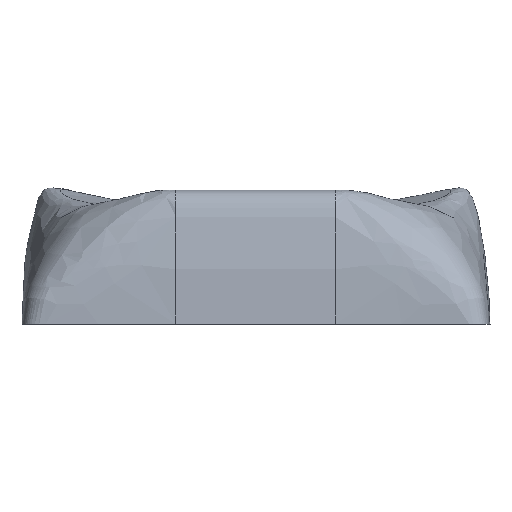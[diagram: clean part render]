
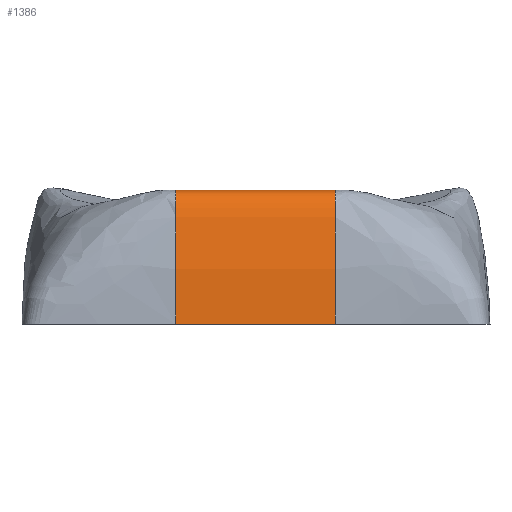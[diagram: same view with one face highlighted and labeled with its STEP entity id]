
A CAD part, front view. The second image highlights one B-rep face of the part: STEP entity #1386.
In plain terms, the highlighted free-form (B-spline) face has degree [3, 1] with [16, 2] control points.
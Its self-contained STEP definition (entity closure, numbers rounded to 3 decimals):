
#21=B_SPLINE_CURVE_WITH_KNOTS('',3,(#2789,#2790,#2791,#2792,#2793,#2794,
#2795,#2796,#2797,#2798,#2799,#2800,#2801,#2802,#2803,#2804),
 .UNSPECIFIED.,.F.,.F.,(4,2,2,2,2,2,2,4),(-1.228,-1.116,
-0.982,-0.877,-0.77,-0.599,
-0.311,0.),.UNSPECIFIED.);
#38=B_SPLINE_CURVE_WITH_KNOTS('',3,(#5944,#5945,#5946,#5947,#5948,#5949,
#5950,#5951,#5952,#5953,#5954,#5955,#5956,#5957,#5958,#5959),
 .UNSPECIFIED.,.F.,.F.,(4,2,2,2,2,2,2,4),(-1.228,-1.116,
-0.982,-0.877,-0.77,-0.599,
-0.311,0.),.UNSPECIFIED.);
#47=B_SPLINE_SURFACE_WITH_KNOTS('',3,1,((#6037,#6038),(#6039,#6040),(#6041,
#6042),(#6043,#6044),(#6045,#6046),(#6047,#6048),(#6049,#6050),(#6051,#6052),
(#6053,#6054),(#6055,#6056),(#6057,#6058),(#6059,#6060),(#6061,#6062),(#6063,
#6064),(#6065,#6066),(#6067,#6068)),.UNSPECIFIED.,.F.,.F.,.F.,(4,2,2,2,
2,2,2,4),(2,2),(-1.228,-1.116,-0.982,-0.877,
-0.77,-0.599,-0.311,0.),(0.,0.95),
 .UNSPECIFIED.);
#126=FACE_OUTER_BOUND('',#205,.T.);
#205=EDGE_LOOP('',(#1239,#1240,#1241,#1242));
#373=LINE('',#6036,#541);
#374=LINE('',#6069,#542);
#541=VECTOR('',#1768,10.);
#542=VECTOR('',#1769,10.);
#643=VERTEX_POINT('',#2787);
#644=VERTEX_POINT('',#2788);
#657=VERTEX_POINT('',#5515);
#664=VERTEX_POINT('',#5943);
#823=EDGE_CURVE('',#643,#644,#21,.T.);
#847=EDGE_CURVE('',#657,#664,#38,.T.);
#858=EDGE_CURVE('',#664,#644,#373,.T.);
#859=EDGE_CURVE('',#657,#643,#374,.T.);
#1239=ORIENTED_EDGE('',*,*,#847,.T.);
#1240=ORIENTED_EDGE('',*,*,#858,.T.);
#1241=ORIENTED_EDGE('',*,*,#823,.F.);
#1242=ORIENTED_EDGE('',*,*,#859,.F.);
#1386=ADVANCED_FACE('',(#126),#47,.T.);
#1768=DIRECTION('',(1.,0.,0.));
#1769=DIRECTION('',(1.,0.,0.));
#2787=CARTESIAN_POINT('',(4.75,-6.497,7.984));
#2788=CARTESIAN_POINT('',(4.75,-9.198,0.));
#2789=CARTESIAN_POINT('Ctrl Pts',(4.75,-6.497,7.984));
#2790=CARTESIAN_POINT('Ctrl Pts',(4.75,-6.647,7.993));
#2791=CARTESIAN_POINT('Ctrl Pts',(4.75,-6.796,7.994));
#2792=CARTESIAN_POINT('Ctrl Pts',(4.75,-7.122,7.965));
#2793=CARTESIAN_POINT('Ctrl Pts',(4.75,-7.299,7.93));
#2794=CARTESIAN_POINT('Ctrl Pts',(4.75,-7.594,7.81));
#2795=CARTESIAN_POINT('Ctrl Pts',(4.75,-7.714,7.738));
#2796=CARTESIAN_POINT('Ctrl Pts',(4.75,-7.923,7.549));
#2797=CARTESIAN_POINT('Ctrl Pts',(4.75,-8.039,7.408));
#2798=CARTESIAN_POINT('Ctrl Pts',(4.75,-8.339,6.814));
#2799=CARTESIAN_POINT('Ctrl Pts',(4.75,-8.467,6.333));
#2800=CARTESIAN_POINT('Ctrl Pts',(4.75,-8.792,4.912));
#2801=CARTESIAN_POINT('Ctrl Pts',(4.75,-8.953,3.976));
#2802=CARTESIAN_POINT('Ctrl Pts',(4.75,-9.147,2.072));
#2803=CARTESIAN_POINT('Ctrl Pts',(4.75,-9.176,1.038));
#2804=CARTESIAN_POINT('Ctrl Pts',(4.75,-9.198,0.));
#5515=CARTESIAN_POINT('',(-4.75,-6.497,7.984));
#5943=CARTESIAN_POINT('',(-4.75,-9.198,0.));
#5944=CARTESIAN_POINT('Ctrl Pts',(-4.75,-6.497,7.984));
#5945=CARTESIAN_POINT('Ctrl Pts',(-4.75,-6.647,7.993));
#5946=CARTESIAN_POINT('Ctrl Pts',(-4.75,-6.796,7.994));
#5947=CARTESIAN_POINT('Ctrl Pts',(-4.75,-7.122,7.965));
#5948=CARTESIAN_POINT('Ctrl Pts',(-4.75,-7.299,7.93));
#5949=CARTESIAN_POINT('Ctrl Pts',(-4.75,-7.594,7.81));
#5950=CARTESIAN_POINT('Ctrl Pts',(-4.75,-7.714,7.738));
#5951=CARTESIAN_POINT('Ctrl Pts',(-4.75,-7.923,7.549));
#5952=CARTESIAN_POINT('Ctrl Pts',(-4.75,-8.039,7.408));
#5953=CARTESIAN_POINT('Ctrl Pts',(-4.75,-8.339,6.814));
#5954=CARTESIAN_POINT('Ctrl Pts',(-4.75,-8.467,6.333));
#5955=CARTESIAN_POINT('Ctrl Pts',(-4.75,-8.792,4.912));
#5956=CARTESIAN_POINT('Ctrl Pts',(-4.75,-8.953,3.976));
#5957=CARTESIAN_POINT('Ctrl Pts',(-4.75,-9.147,2.072));
#5958=CARTESIAN_POINT('Ctrl Pts',(-4.75,-9.176,1.038));
#5959=CARTESIAN_POINT('Ctrl Pts',(-4.75,-9.198,0.));
#6036=CARTESIAN_POINT('',(-4.75,-9.198,0.));
#6037=CARTESIAN_POINT('Ctrl Pts',(-4.75,-6.497,7.984));
#6038=CARTESIAN_POINT('Ctrl Pts',(4.75,-6.497,7.984));
#6039=CARTESIAN_POINT('Ctrl Pts',(-4.75,-6.647,7.993));
#6040=CARTESIAN_POINT('Ctrl Pts',(4.75,-6.647,7.993));
#6041=CARTESIAN_POINT('Ctrl Pts',(-4.75,-6.796,7.994));
#6042=CARTESIAN_POINT('Ctrl Pts',(4.75,-6.796,7.994));
#6043=CARTESIAN_POINT('Ctrl Pts',(-4.75,-7.122,7.965));
#6044=CARTESIAN_POINT('Ctrl Pts',(4.75,-7.122,7.965));
#6045=CARTESIAN_POINT('Ctrl Pts',(-4.75,-7.299,7.93));
#6046=CARTESIAN_POINT('Ctrl Pts',(4.75,-7.299,7.93));
#6047=CARTESIAN_POINT('Ctrl Pts',(-4.75,-7.594,7.81));
#6048=CARTESIAN_POINT('Ctrl Pts',(4.75,-7.594,7.81));
#6049=CARTESIAN_POINT('Ctrl Pts',(-4.75,-7.714,7.738));
#6050=CARTESIAN_POINT('Ctrl Pts',(4.75,-7.714,7.738));
#6051=CARTESIAN_POINT('Ctrl Pts',(-4.75,-7.923,7.549));
#6052=CARTESIAN_POINT('Ctrl Pts',(4.75,-7.923,7.549));
#6053=CARTESIAN_POINT('Ctrl Pts',(-4.75,-8.039,7.408));
#6054=CARTESIAN_POINT('Ctrl Pts',(4.75,-8.039,7.408));
#6055=CARTESIAN_POINT('Ctrl Pts',(-4.75,-8.339,6.814));
#6056=CARTESIAN_POINT('Ctrl Pts',(4.75,-8.339,6.814));
#6057=CARTESIAN_POINT('Ctrl Pts',(-4.75,-8.467,6.333));
#6058=CARTESIAN_POINT('Ctrl Pts',(4.75,-8.467,6.333));
#6059=CARTESIAN_POINT('Ctrl Pts',(-4.75,-8.792,4.912));
#6060=CARTESIAN_POINT('Ctrl Pts',(4.75,-8.792,4.912));
#6061=CARTESIAN_POINT('Ctrl Pts',(-4.75,-8.953,3.976));
#6062=CARTESIAN_POINT('Ctrl Pts',(4.75,-8.953,3.976));
#6063=CARTESIAN_POINT('Ctrl Pts',(-4.75,-9.147,2.072));
#6064=CARTESIAN_POINT('Ctrl Pts',(4.75,-9.147,2.072));
#6065=CARTESIAN_POINT('Ctrl Pts',(-4.75,-9.176,1.038));
#6066=CARTESIAN_POINT('Ctrl Pts',(4.75,-9.176,1.038));
#6067=CARTESIAN_POINT('Ctrl Pts',(-4.75,-9.198,0.));
#6068=CARTESIAN_POINT('Ctrl Pts',(4.75,-9.198,0.));
#6069=CARTESIAN_POINT('',(-4.75,-6.497,7.984));
